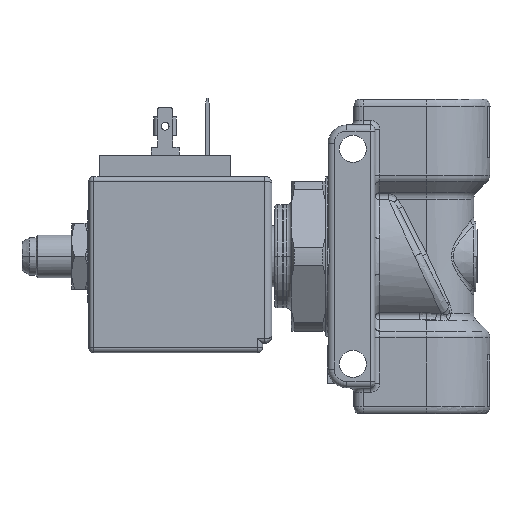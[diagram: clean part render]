
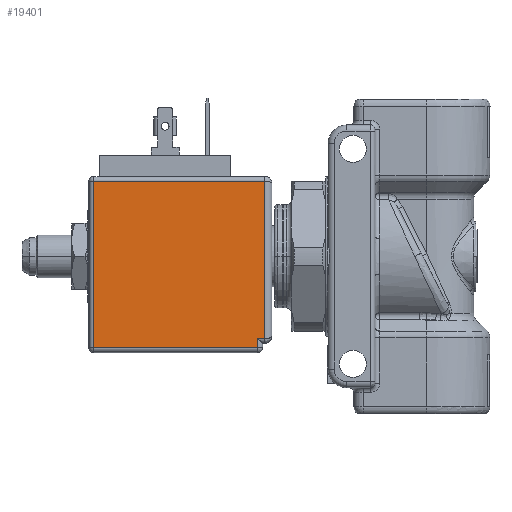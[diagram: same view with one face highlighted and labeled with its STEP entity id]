
A CAD part, left-side view. The second image highlights one B-rep face of the part: STEP entity #19401.
In plain terms, the highlighted face is planar.
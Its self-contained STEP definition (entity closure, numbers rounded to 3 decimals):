
#16806=DIRECTION('',(0.,-1.,0.));
#16807=VECTOR('',#16806,36.5);
#16808=CARTESIAN_POINT('',(-16.,33.,-15.));
#16809=LINE('',#16808,#16807);
#16813=DIRECTION('',(-1.,0.,0.));
#16814=VECTOR('',#16813,33.5);
#16815=CARTESIAN_POINT('',(17.5,-3.5,
-15.));
#16816=LINE('',#16815,#16814);
#16820=DIRECTION('',(0.,-1.,0.));
#16821=VECTOR('',#16820,1.5);
#16822=CARTESIAN_POINT('',(17.5,-2.,-15.));
#16823=LINE('',#16822,#16821);
#16827=DIRECTION('',(-1.,0.,0.));
#16828=VECTOR('',#16827,2.);
#16829=CARTESIAN_POINT('',(19.5,-2.,-15.));
#16830=LINE('',#16829,#16828);
#16834=DIRECTION('',(0.,-1.,0.));
#16835=VECTOR('',#16834,35.);
#16836=CARTESIAN_POINT('',(19.5,33.,-15.));
#16837=LINE('',#16836,#16835);
#16841=DIRECTION('',(1.,0.,0.));
#16842=VECTOR('',#16841,35.5);
#16843=CARTESIAN_POINT('',(-16.,33.,-15.));
#16844=LINE('',#16843,#16842);
#18897=CARTESIAN_POINT('',(-16.,33.,-15.));
#18898=CARTESIAN_POINT('',(-16.,-3.5,
-15.));
#18899=VERTEX_POINT('',#18897);
#18900=VERTEX_POINT('',#18898);
#18915=CARTESIAN_POINT('',(17.5,-3.5,
-15.));
#18916=VERTEX_POINT('',#18915);
#18943=CARTESIAN_POINT('',(19.5,33.,-15.));
#18944=VERTEX_POINT('',#18943);
#18945=CARTESIAN_POINT('',(19.5,-2.,-15.));
#18946=VERTEX_POINT('',#18945);
#18951=CARTESIAN_POINT('',(17.5,-2.,-15.));
#18952=VERTEX_POINT('',#18951);
#19383=CARTESIAN_POINT('',(0.,34.,-15.));
#19384=DIRECTION('',(0.,0.,1.));
#19385=DIRECTION('',(1.,0.,0.));
#19386=AXIS2_PLACEMENT_3D('',#19383,#19384,#19385);
#19387=PLANE('',#19386);
#19389=ORIENTED_EDGE('',*,*,#19388,.T.);
#19391=ORIENTED_EDGE('',*,*,#19390,.F.);
#19393=ORIENTED_EDGE('',*,*,#19392,.F.);
#19394=ORIENTED_EDGE('',*,*,#19373,.F.);
#19396=ORIENTED_EDGE('',*,*,#19395,.F.);
#19398=ORIENTED_EDGE('',*,*,#19397,.F.);
#19399=EDGE_LOOP('',(#19389,#19391,#19393,#19394,#19396,#19398));
#19400=FACE_OUTER_BOUND('',#19399,.F.);
#19401=ADVANCED_FACE('',(#19400),#19387,.F.);
#19373=EDGE_CURVE('',#18946,#18952,#16830,.T.);
#19388=EDGE_CURVE('',#18899,#18900,#16809,.T.);
#19390=EDGE_CURVE('',#18916,#18900,#16816,.T.);
#19392=EDGE_CURVE('',#18952,#18916,#16823,.T.);
#19395=EDGE_CURVE('',#18944,#18946,#16837,.T.);
#19397=EDGE_CURVE('',#18899,#18944,#16844,.T.);
